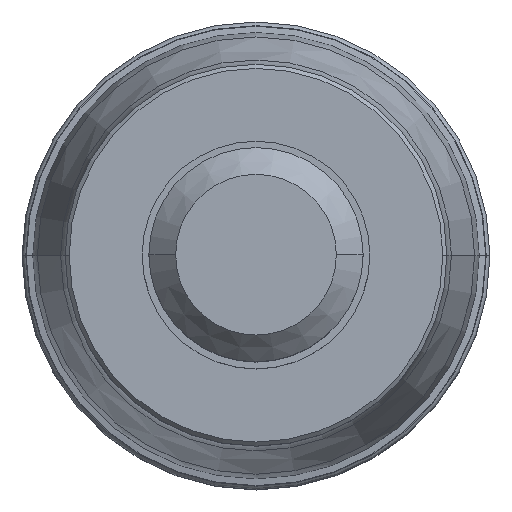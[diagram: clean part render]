
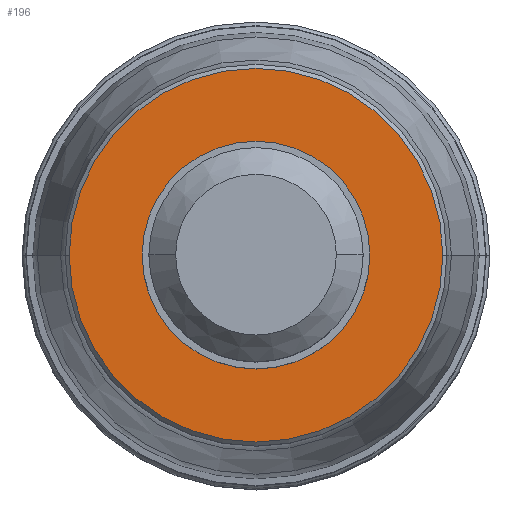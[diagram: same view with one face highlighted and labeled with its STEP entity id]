
A CAD part, top view. The second image highlights one B-rep face of the part: STEP entity #196.
In plain terms, the highlighted planar face has unit normal (0, 0, 1).
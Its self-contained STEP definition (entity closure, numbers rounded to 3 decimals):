
#28=PLANE('',#1613);
#33=FACE_BOUND('',#381,.T.);
#34=FACE_BOUND('',#382,.T.);
#196=ADVANCED_FACE('',(#33,#34),#28,.F.);
#381=EDGE_LOOP('',(#641,#642,#643,#644));
#382=EDGE_LOOP('',(#645,#646));
#641=ORIENTED_EDGE('',*,*,#1025,.T.);
#642=ORIENTED_EDGE('',*,*,#1029,.T.);
#643=ORIENTED_EDGE('',*,*,#1028,.T.);
#644=ORIENTED_EDGE('',*,*,#1026,.T.);
#645=ORIENTED_EDGE('',*,*,#1030,.T.);
#646=ORIENTED_EDGE('',*,*,#1031,.T.);
#864=VERTEX_POINT('',#3344);
#865=VERTEX_POINT('',#3346);
#866=VERTEX_POINT('',#3348);
#867=VERTEX_POINT('',#3352);
#868=VERTEX_POINT('',#3356);
#869=VERTEX_POINT('',#3357);
#1025=EDGE_CURVE('',#865,#864,#1244,.T.);
#1026=EDGE_CURVE('',#866,#865,#1245,.T.);
#1028=EDGE_CURVE('',#867,#866,#1246,.T.);
#1029=EDGE_CURVE('',#864,#867,#1247,.T.);
#1030=EDGE_CURVE('',#868,#869,#1248,.T.);
#1031=EDGE_CURVE('',#869,#868,#1249,.T.);
#1244=CIRCLE('',#1605,13.95);
#1245=CIRCLE('',#1606,13.95);
#1246=CIRCLE('',#1608,13.95);
#1247=CIRCLE('',#1609,13.95);
#1248=CIRCLE('',#1611,8.5);
#1249=CIRCLE('',#1612,8.5);
#1605=AXIS2_PLACEMENT_3D('',#3345,#1960,#1961);
#1606=AXIS2_PLACEMENT_3D('',#3347,#1962,#1963);
#1608=AXIS2_PLACEMENT_3D('',#3351,#1967,#1968);
#1609=AXIS2_PLACEMENT_3D('',#3353,#1969,#1970);
#1611=AXIS2_PLACEMENT_3D('',#3355,#1973,#1974);
#1612=AXIS2_PLACEMENT_3D('',#3358,#1975,#1976);
#1613=AXIS2_PLACEMENT_3D('',#3359,#1977,#1978);
#1960=DIRECTION('',(0.,0.,1.));
#1961=DIRECTION('',(0.,1.,0.));
#1962=DIRECTION('',(0.,0.,1.));
#1963=DIRECTION('',(1.,0.,0.));
#1967=DIRECTION('',(0.,0.,1.));
#1968=DIRECTION('',(0.,-1.,0.));
#1969=DIRECTION('',(0.,0.,1.));
#1970=DIRECTION('',(-1.,0.,0.));
#1973=DIRECTION('',(0.,0.,-1.));
#1974=DIRECTION('',(-1.,0.,0.));
#1975=DIRECTION('',(0.,0.,-1.));
#1976=DIRECTION('',(1.,0.,0.));
#1977=DIRECTION('',(0.,0.,-1.));
#1978=DIRECTION('',(1.,0.,0.));
#3344=CARTESIAN_POINT('',(-13.95,0.,0.));
#3345=CARTESIAN_POINT('',(0.,0.,0.));
#3346=CARTESIAN_POINT('',(0.,13.95,0.));
#3347=CARTESIAN_POINT('',(0.,0.,0.));
#3348=CARTESIAN_POINT('',(13.95,0.,0.));
#3351=CARTESIAN_POINT('',(0.,0.,0.));
#3352=CARTESIAN_POINT('',(0.,-13.95,0.));
#3353=CARTESIAN_POINT('',(0.,0.,0.));
#3355=CARTESIAN_POINT('',(0.,0.,0.));
#3356=CARTESIAN_POINT('',(-8.5,0.,0.));
#3357=CARTESIAN_POINT('',(8.5,0.,0.));
#3358=CARTESIAN_POINT('',(0.,0.,0.));
#3359=CARTESIAN_POINT('',(0.,0.,0.));
